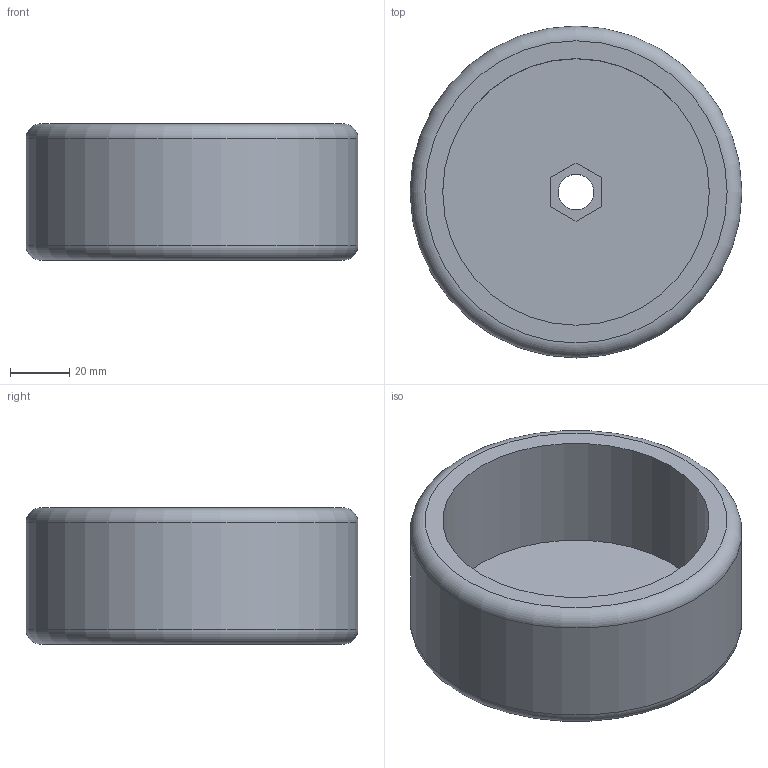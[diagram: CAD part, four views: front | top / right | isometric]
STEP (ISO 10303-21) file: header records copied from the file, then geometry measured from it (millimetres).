
FILE_DESCRIPTION(/* description */ (''),/* implementation_level */ '2;1');
FILE_NAME(/* name */ 'Wheel v4.step',/* time_stamp */ '2022-05-01T01:13:16+01:00',/* author */ (''),/* organization */ (''),/* preprocessor_version */ 'ST-DEVELOPER v18.1',/* originating_system */ 'Autodesk Translation Framework v10.14.0.1471',/* authorisation */ '');
FILE_SCHEMA (('AUTOMOTIVE_DESIGN { 1 0 10303 214 3 1 1 }'));
Length unit declared in the file: millimetre
Products named in the file (1): Wheel
Bounding box: 112 x 112 x 46 mm (x, y, z)
Volume: 186457.3 mm3; surface area: 46138.8 mm2
Topology: 1 solids, 1 shells, 21 faces, 40 edges, 26 vertices
Faces by surface type: plane 13, cylinder 6, torus 2
Full cylindrical faces by diameter (mm): 12 x1, 17 x1, 25 x1, 90 x1, 100 x1, 112 x1
Entity records: 571 total; most frequent: DIRECTION 100, CARTESIAN_POINT 88, ORIENTED_EDGE 80, EDGE_CURVE 40, AXIS2_PLACEMENT_3D 38, EDGE_LOOP 28, VERTEX_POINT 26, LINE 24
